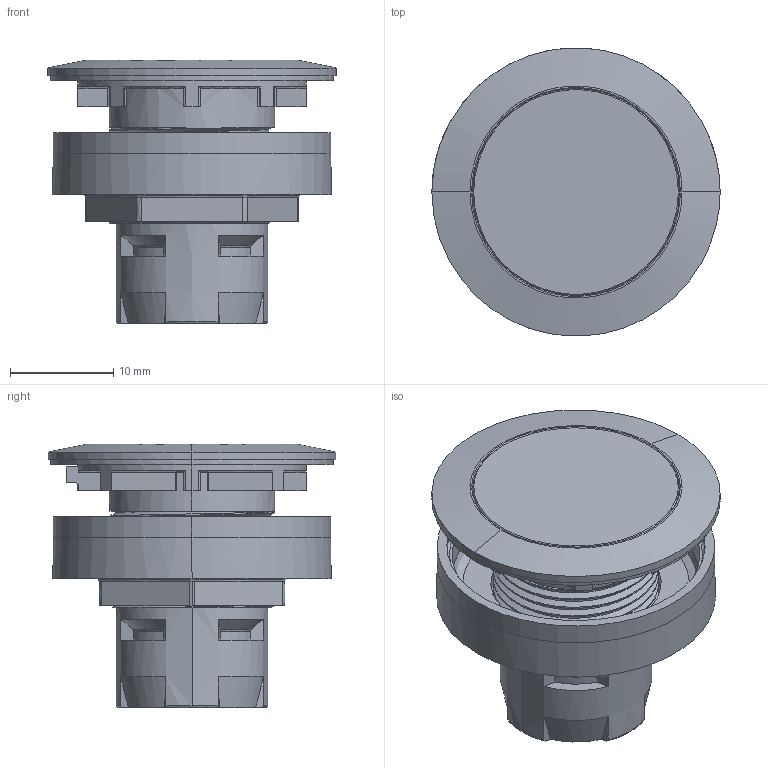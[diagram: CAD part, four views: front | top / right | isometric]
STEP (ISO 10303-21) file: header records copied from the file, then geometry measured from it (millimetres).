
FILE_DESCRIPTION((''),'2;1');
FILE_NAME( 'har_port_blin_cover.stp','2011-08-03T01:28:49',('User'),('SDRC'),'I-DEAS Master Series 9','UNIX','Yes');
FILE_SCHEMA(('CONFIG_CONTROL_DESIGN', 'GEOMETRIC_VALIDATION_PROPERTIES_MIM','SHAPE_APPEARANCE_LAYER_MIM'));
Length unit declared in the file: millimetre
Bounding box: 27.9 x 27.85 x 25.5 mm (x, y, z)
Volume: 6826.3 mm3; surface area: 5404.9 mm2
Topology: 3 solids, 3 shells, 290 faces, 762 edges, 476 vertices
Faces by surface type: bspline 290
Entity records: 17231 total; most frequent: CARTESIAN_POINT 12977, ORIENTED_EDGE 1500, EDGE_CURVE 750, VERTEX_POINT 476, EDGE_LOOP 304, QUASI_UNIFORM_CURVE 302, FACE_OUTER_BOUND 290, ADVANCED_FACE 290
